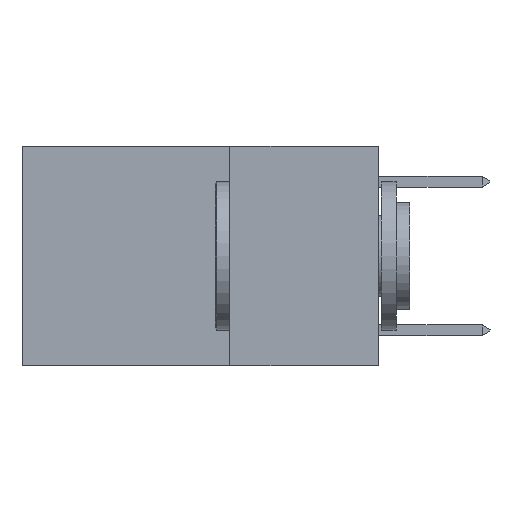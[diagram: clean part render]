
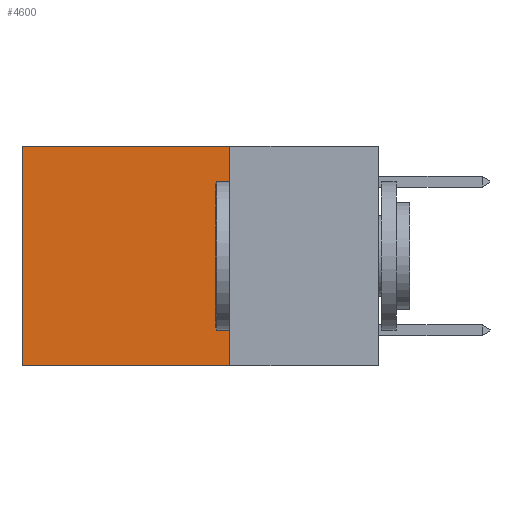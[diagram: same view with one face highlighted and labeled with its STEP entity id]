
A CAD part, left-side view. The second image highlights one B-rep face of the part: STEP entity #4600.
In plain terms, the highlighted planar face has unit normal (-1, 0, 0).
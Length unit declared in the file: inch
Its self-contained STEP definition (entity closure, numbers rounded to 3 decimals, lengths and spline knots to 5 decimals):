
#293 = DIRECTION ( 'NONE',  ( 0., 0., -1. ) ) ;
#345 = EDGE_LOOP ( 'NONE', ( #2934, #2381, #7234, #2652 ) ) ;
#641 = EDGE_CURVE ( 'NONE', #5126, #6250, #1336, .T. ) ;
#902 = DIRECTION ( 'NONE',  ( 0., 1., 0. ) ) ;
#1207 = VECTOR ( 'NONE', #4502, 39.37008 ) ;
#1336 = LINE ( 'NONE', #6966, #5576 ) ;
#1883 = VERTEX_POINT ( 'NONE', #3894 ) ;
#2000 = PLANE ( 'NONE',  #6453 ) ;
#2033 = EDGE_CURVE ( 'NONE', #8421, #1883, #9530, .T. ) ;
#2381 = ORIENTED_EDGE ( 'NONE', *, *, #6590, .F. ) ;
#2634 = CARTESIAN_POINT ( 'NONE',  ( 0.2625, 0.25, -0.37 ) ) ;
#2652 = ORIENTED_EDGE ( 'NONE', *, *, #9516, .T. ) ;
#2934 = ORIENTED_EDGE ( 'NONE', *, *, #2033, .T. ) ;
#3480 = CARTESIAN_POINT ( 'NONE',  ( 0.2625, 0.25, 0. ) ) ;
#3616 = CARTESIAN_POINT ( 'NONE',  ( 0.2625, 0.6, 0. ) ) ;
#3669 = CARTESIAN_POINT ( 'NONE',  ( 0.2625, 0.25, 0. ) ) ;
#3894 = CARTESIAN_POINT ( 'NONE',  ( 0.2625, 0.6, -0.37 ) ) ;
#4002 = VECTOR ( 'NONE', #9770, 39.37008 ) ;
#4502 = DIRECTION ( 'NONE',  ( 0., 0., -1. ) ) ;
#4600 = ADVANCED_FACE ( 'NONE', ( #10174 ), #2000, .F. ) ;
#4828 = CARTESIAN_POINT ( 'NONE',  ( 0.2625, 0.25, 0. ) ) ;
#5126 = VERTEX_POINT ( 'NONE', #4828 ) ;
#5352 = DIRECTION ( 'NONE',  ( 1., 0., 0. ) ) ;
#5576 = VECTOR ( 'NONE', #8409, 39.37008 ) ;
#6218 = LINE ( 'NONE', #3480, #4002 ) ;
#6250 = VERTEX_POINT ( 'NONE', #9477 ) ;
#6453 = AXIS2_PLACEMENT_3D ( 'NONE', #3669, #5352, #293 ) ;
#6587 = VECTOR ( 'NONE', #902, 39.37008 ) ;
#6590 = EDGE_CURVE ( 'NONE', #6250, #1883, #8611, .T. ) ;
#6966 = CARTESIAN_POINT ( 'NONE',  ( 0.2625, 0.25, 0. ) ) ;
#7234 = ORIENTED_EDGE ( 'NONE', *, *, #641, .F. ) ;
#7976 = CARTESIAN_POINT ( 'NONE',  ( 0.2625, 0.6, 0. ) ) ;
#8409 = DIRECTION ( 'NONE',  ( 0., 0., -1. ) ) ;
#8421 = VERTEX_POINT ( 'NONE', #7976 ) ;
#8611 = LINE ( 'NONE', #2634, #6587 ) ;
#9477 = CARTESIAN_POINT ( 'NONE',  ( 0.2625, 0.25, -0.37 ) ) ;
#9516 = EDGE_CURVE ( 'NONE', #5126, #8421, #6218, .T. ) ;
#9530 = LINE ( 'NONE', #3616, #1207 ) ;
#9770 = DIRECTION ( 'NONE',  ( 0., 1., 0. ) ) ;
#10174 = FACE_OUTER_BOUND ( 'NONE', #345, .T. ) ;
